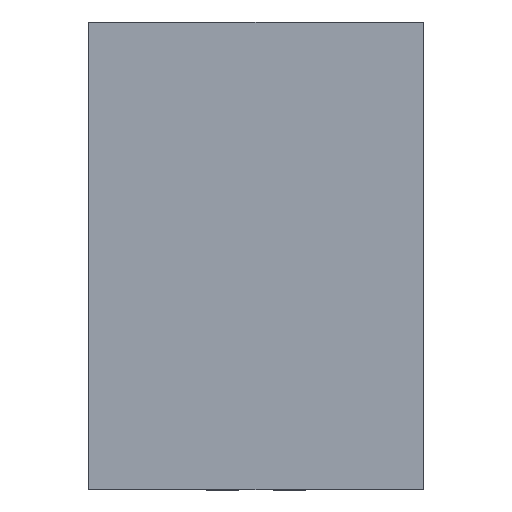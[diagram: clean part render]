
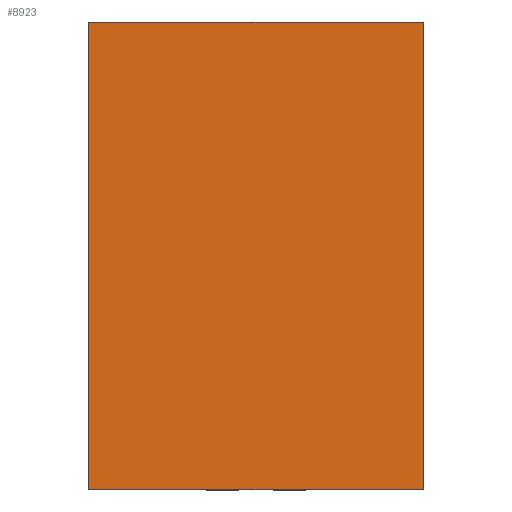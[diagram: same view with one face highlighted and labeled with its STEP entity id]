
A CAD part, top view. The second image highlights one B-rep face of the part: STEP entity #8923.
In plain terms, the highlighted face is planar.
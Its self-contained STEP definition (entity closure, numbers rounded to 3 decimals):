
#6786=DIRECTION('',(0.,0.,1.));
#6787=VECTOR('',#6786,3.5);
#6788=CARTESIAN_POINT('',(-1.25,0.775,-1.75));
#6789=LINE('',#6788,#6787);
#6793=DIRECTION('',(-1.,0.,0.));
#6794=VECTOR('',#6793,2.5);
#6795=CARTESIAN_POINT('',(1.25,0.775,-1.75));
#6796=LINE('',#6795,#6794);
#6800=DIRECTION('',(0.,0.,-1.));
#6801=VECTOR('',#6800,3.5);
#6802=CARTESIAN_POINT('',(1.25,0.775,1.75));
#6803=LINE('',#6802,#6801);
#6807=DIRECTION('',(1.,0.,0.));
#6808=VECTOR('',#6807,2.5);
#6809=CARTESIAN_POINT('',(-1.25,0.775,1.75));
#6810=LINE('',#6809,#6808);
#7274=CARTESIAN_POINT('',(-1.25,0.775,-1.75));
#7275=CARTESIAN_POINT('',(-1.25,0.775,1.75));
#7276=VERTEX_POINT('',#7274);
#7277=VERTEX_POINT('',#7275);
#7278=CARTESIAN_POINT('',(1.25,0.775,1.75));
#7279=VERTEX_POINT('',#7278);
#7280=CARTESIAN_POINT('',(1.25,0.775,-1.75));
#7281=VERTEX_POINT('',#7280);
#8912=CARTESIAN_POINT('',(0.,0.775,0.));
#8913=DIRECTION('',(0.,1.,0.));
#8914=DIRECTION('',(1.,0.,0.));
#8915=AXIS2_PLACEMENT_3D('',#8912,#8913,#8914);
#8916=PLANE('',#8915);
#8917=ORIENTED_EDGE('',*,*,#7996,.F.);
#8918=ORIENTED_EDGE('',*,*,#8075,.F.);
#8919=ORIENTED_EDGE('',*,*,#8295,.F.);
#8920=ORIENTED_EDGE('',*,*,#8811,.F.);
#8921=EDGE_LOOP('',(#8917,#8918,#8919,#8920));
#8922=FACE_OUTER_BOUND('',#8921,.F.);
#7996=EDGE_CURVE('',#7276,#7277,#6789,.T.);
#8075=EDGE_CURVE('',#7281,#7276,#6796,.T.);
#8295=EDGE_CURVE('',#7279,#7281,#6803,.T.);
#8811=EDGE_CURVE('',#7277,#7279,#6810,.T.);
#8923=ADVANCED_FACE('',(#8922),#8916,.T.);
